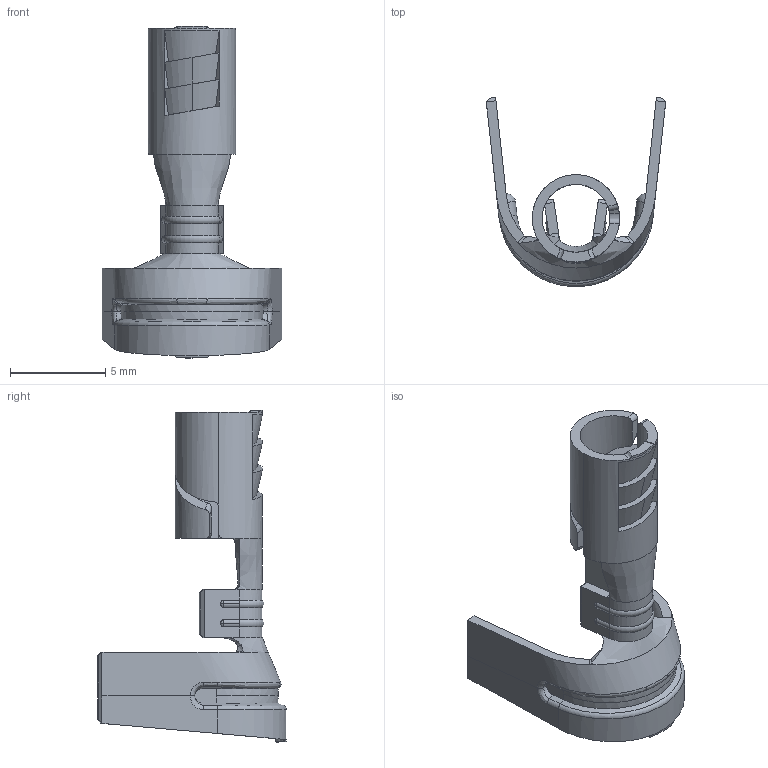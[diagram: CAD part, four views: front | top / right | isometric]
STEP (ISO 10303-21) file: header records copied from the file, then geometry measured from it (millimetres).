
FILE_DESCRIPTION (( 'STEP AP203' ), '1' );
FILE_NAME ('ST77.STEP', '2019-11-05T16:34:20', ( 'tempuser' ), ( 'Microsoft' ), 'SwSTEP 2.0', 'SolidWorks 2019', '' );
FILE_SCHEMA (( 'CONFIG_CONTROL_DESIGN' ));
Length unit declared in the file: inch
Products named in the file (1): ST77
Bounding box: 9.4 x 9.9 x 17.4 mm (x, y, z)
Volume: 106.8 mm3; surface area: 502.1 mm2
Topology: 3 solids, 3 shells, 193 faces, 514 edges, 327 vertices
Faces by surface type: plane 74, bspline 57, cylinder 40, torus 17, cone 5
Entity records: 8031 total; most frequent: CARTESIAN_POINT 3621, ORIENTED_EDGE 1028, DIRECTION 727, EDGE_CURVE 514, VERTEX_POINT 327, AXIS2_PLACEMENT_3D 248, LINE 231, VECTOR 231
